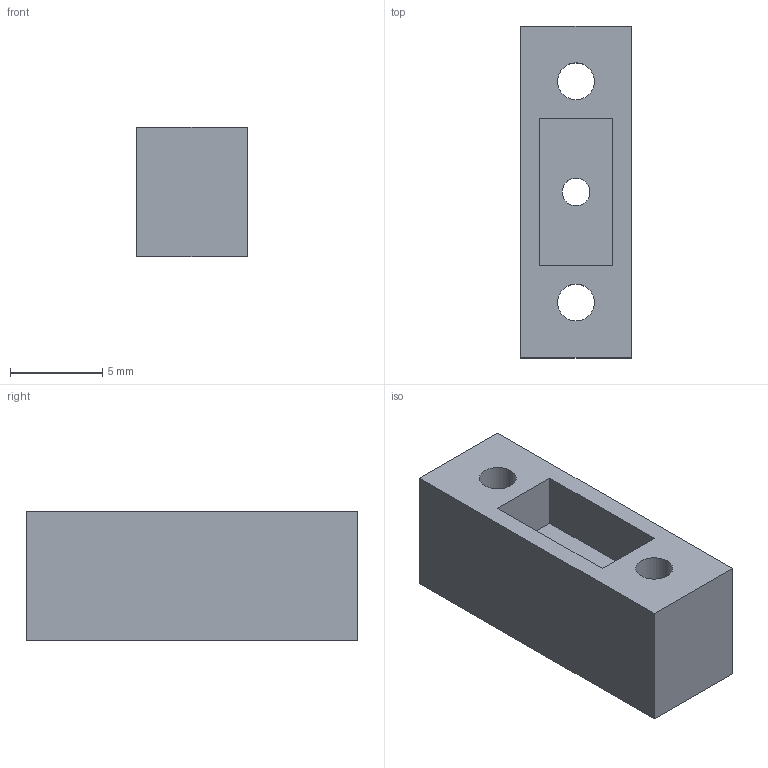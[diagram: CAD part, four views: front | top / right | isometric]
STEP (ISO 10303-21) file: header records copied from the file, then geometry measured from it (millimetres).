
FILE_DESCRIPTION(/* description */ (''),/* implementation_level */ '2;1');
FILE_NAME(/* name */ 'RX Cover.step',/* time_stamp */ '2018-03-12T15:17:05+01:00',/* author */ (''),/* organization */ (''),/* preprocessor_version */ 'ST-DEVELOPER v16.13',/* originating_system */ 'Autodesk Translation Framework v6.5.0.72',/* authorisation */ '');
FILE_SCHEMA (('AUTOMOTIVE_DESIGN { 1 0 10303 214 3 1 1 }'));
Length unit declared in the file: millimetre
Products named in the file (1): RX Cover
Bounding box: 6 x 18 x 7 mm (x, y, z)
Volume: 608.9 mm3; surface area: 714.7 mm2
Topology: 1 solids, 1 shells, 14 faces, 35 edges, 24 vertices
Faces by surface type: plane 11, cylinder 3
Full cylindrical faces by diameter (mm): 1.5 x1, 2 x2
Entity records: 468 total; most frequent: CARTESIAN_POINT 74, DIRECTION 73, ORIENTED_EDGE 70, EDGE_CURVE 35, LINE 27, VECTOR 27, VERTEX_POINT 24, AXIS2_PLACEMENT_3D 23
